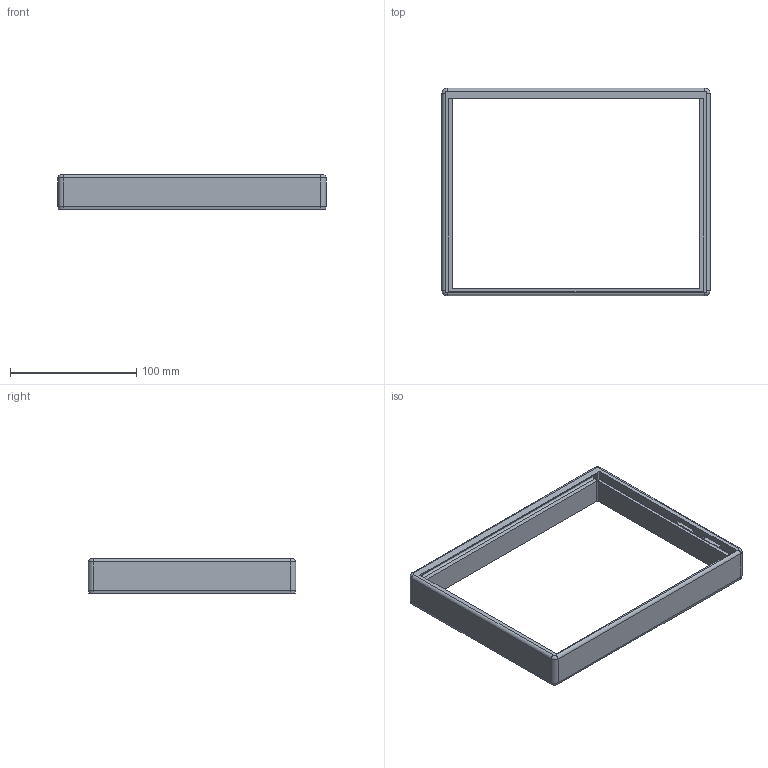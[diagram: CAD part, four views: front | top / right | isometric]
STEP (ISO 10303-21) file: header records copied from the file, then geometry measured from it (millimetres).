
FILE_DESCRIPTION (( 'STEP AP203' ), '1' );
FILE_NAME ('Marco.STEP', '2022-01-19T13:08:14', ( '' ), ( '' ), 'SwSTEP 2.0', 'SolidWorks 2016', '' );
FILE_SCHEMA (( 'CONFIG_CONTROL_DESIGN' ));
Length unit declared in the file: millimetre
Products named in the file (1): Marco
Bounding box: 212 x 164 x 27.3 mm (x, y, z)
Volume: 130080.4 mm3; surface area: 51095.2 mm2
Topology: 1 solids, 1 shells, 96 faces, 227 edges, 146 vertices
Faces by surface type: plane 50, cylinder 38, torus 4, cone 4
Entity records: 2848 total; most frequent: DIRECTION 505, CARTESIAN_POINT 470, ORIENTED_EDGE 454, EDGE_CURVE 227, AXIS2_PLACEMENT_3D 181, VERTEX_POINT 146, LINE 143, VECTOR 143
